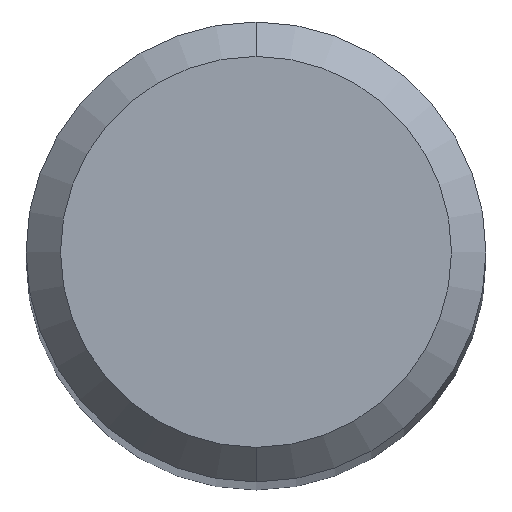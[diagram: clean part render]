
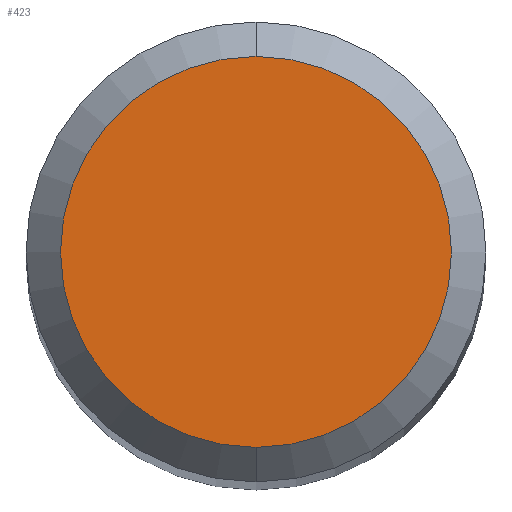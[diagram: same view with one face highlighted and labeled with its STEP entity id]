
A CAD part, top view. The second image highlights one B-rep face of the part: STEP entity #423.
In plain terms, the highlighted planar face has unit normal (0, 0, 1).
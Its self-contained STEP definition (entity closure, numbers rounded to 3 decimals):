
#381=VERTEX_POINT('',#1066);
#423=ADVANCED_FACE('',(#1115),#1116,.T.);
#813=VERTEX_POINT('',#1545);
#857=EDGE_CURVE('',#381,#813,#1593,.T.);
#1009=EDGE_CURVE('',#813,#381,#1755,.T.);
#1066=CARTESIAN_POINT('',(0.0,1.7,0.0));
#1115=FACE_OUTER_BOUND('',#2003,.T.);
#1116=PLANE('',#2004);
#1545=CARTESIAN_POINT('',(0.,-1.7,0.0));
#1593=CIRCLE('',#3820,1.7);
#1755=CIRCLE('',#4259,1.7);
#2003=EDGE_LOOP('',(#4372,#4373));
#2004=AXIS2_PLACEMENT_3D('',#4374,#4375,#4376);
#3820=AXIS2_PLACEMENT_3D('',#4871,#4872,#4873);
#4259=AXIS2_PLACEMENT_3D('',#5061,#5062,#5063);
#4372=ORIENTED_EDGE('',*,*,#857,.F.);
#4373=ORIENTED_EDGE('',*,*,#1009,.F.);
#4374=CARTESIAN_POINT('',(0.0,0.85,0.0));
#4375=DIRECTION('',(-0.0,0.0,1.0));
#4376=DIRECTION('',(0.0,-1.0,0.0));
#4871=CARTESIAN_POINT('',(0.0,0.0,0.0));
#4872=DIRECTION('',(0.0,0.0,-1.0));
#4873=DIRECTION('',(0.0,1.0,0.0));
#5061=CARTESIAN_POINT('',(0.0,0.0,0.0));
#5062=DIRECTION('',(0.0,0.0,-1.0));
#5063=DIRECTION('',(0.0,1.0,0.0));
